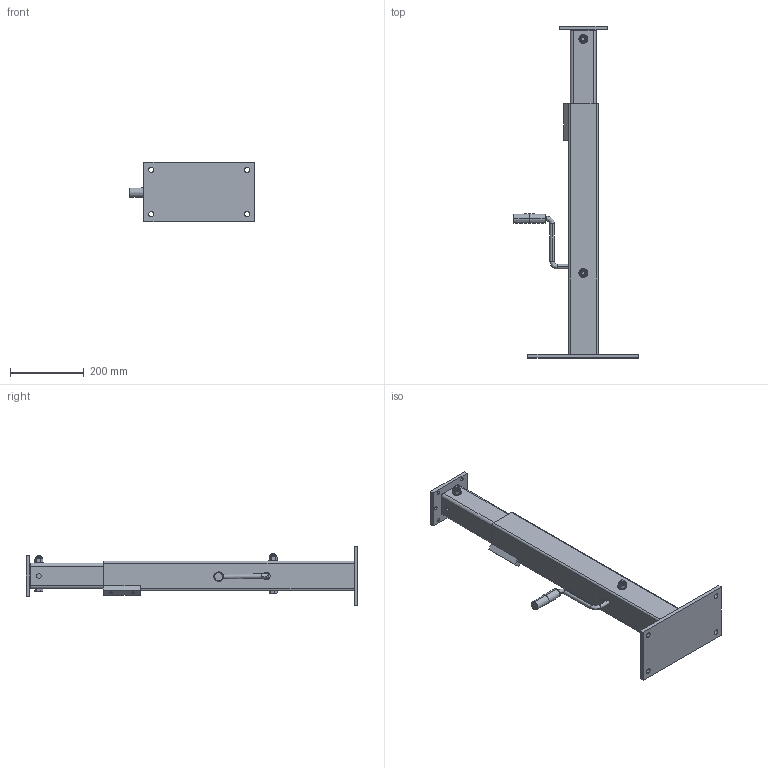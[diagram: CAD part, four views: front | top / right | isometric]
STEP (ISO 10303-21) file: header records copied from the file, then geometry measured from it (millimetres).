
FILE_DESCRIPTION (( 'STEP AP214' ), '1' );
FILE_NAME ('250710 STEP 3-400076-08_19053.STEP', '2025-07-10T07:40:35', ( '' ), ( '' ), 'SwSTEP 2.0', 'SolidWorks 2024', '' );
FILE_SCHEMA (( 'AUTOMOTIVE_DESIGN' ));
Length unit declared in the file: millimetre
Products named in the file (1): 250710 STEP 3-400076-08_19053
Bounding box: 339.4 x 900 x 160 mm (x, y, z)
Volume: 6020965.2 mm3; surface area: 421467.6 mm2
Topology: 1 solids, 6 shells, 220 faces, 516 edges, 332 vertices
Faces by surface type: plane 84, cylinder 80, cone 42, bspline 8, torus 6
Entity records: 6973 total; most frequent: CARTESIAN_POINT 1785, DIRECTION 1116, ORIENTED_EDGE 1032, EDGE_CURVE 516, AXIS2_PLACEMENT_3D 451, VERTEX_POINT 332, EDGE_LOOP 272, CIRCLE 238
